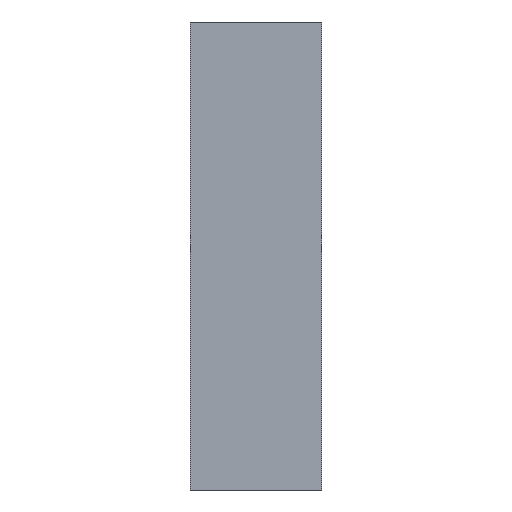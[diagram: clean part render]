
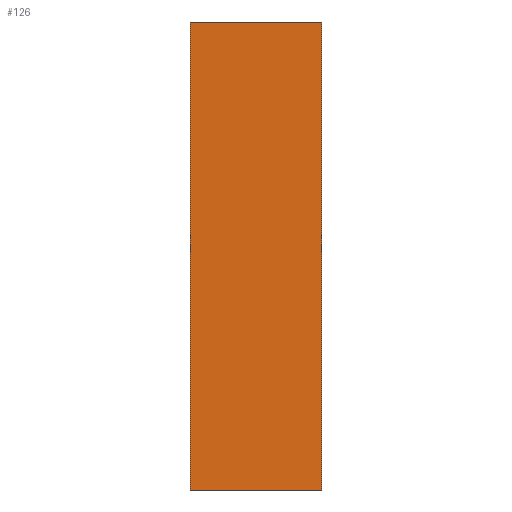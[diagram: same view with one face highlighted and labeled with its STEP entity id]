
A CAD part, left-side view. The second image highlights one B-rep face of the part: STEP entity #126.
In plain terms, the highlighted planar face has unit normal (-1, 0, 0).
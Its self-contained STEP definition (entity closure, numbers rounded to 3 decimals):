
#126=ADVANCED_FACE('',(#227),#1155,.T.);
#227=FACE_OUTER_BOUND('',#330,.F.);
#330=EDGE_LOOP('',(#744,#745,#746,#747));
#744=ORIENTED_EDGE('',*,*,#1402,.F.);
#745=ORIENTED_EDGE('',*,*,#1437,.F.);
#746=ORIENTED_EDGE('',*,*,#1424,.T.);
#747=ORIENTED_EDGE('',*,*,#1436,.T.);
#1155=PLANE('',#2646);
#1402=EDGE_CURVE('',#2292,#2291,#1746,.T.);
#1424=EDGE_CURVE('',#2269,#2270,#1768,.T.);
#1436=EDGE_CURVE('',#2270,#2291,#1780,.T.);
#1437=EDGE_CURVE('',#2269,#2292,#1781,.T.);
#1746=LINE('',#3728,#2090);
#1768=LINE('',#3750,#2112);
#1780=LINE('',#3762,#2124);
#1781=LINE('',#3763,#2125);
#2090=VECTOR('',#2891,320.);
#2112=VECTOR('',#2913,320.);
#2124=VECTOR('',#2925,90.);
#2125=VECTOR('',#2926,90.);
#2269=VERTEX_POINT('',#3278);
#2270=VERTEX_POINT('',#3279);
#2291=VERTEX_POINT('',#3300);
#2292=VERTEX_POINT('',#3301);
#2646=AXIS2_PLACEMENT_3D('',#3970,#3226,#3227);
#2891=DIRECTION('',(0.,0.,-1.));
#2913=DIRECTION('',(0.,0.,-1.));
#2925=DIRECTION('',(0.,1.,0.));
#2926=DIRECTION('',(0.,1.,0.));
#3226=DIRECTION('',(-1.,0.,0.));
#3227=DIRECTION('',(0.,0.,-1.));
#3278=CARTESIAN_POINT('',(-368.068,0.,160.));
#3279=CARTESIAN_POINT('',(-368.068,0.,-160.));
#3300=CARTESIAN_POINT('',(-368.068,90.,-160.));
#3301=CARTESIAN_POINT('',(-368.068,90.,160.));
#3728=CARTESIAN_POINT('',(-368.068,90.,160.));
#3750=CARTESIAN_POINT('',(-368.068,0.,160.));
#3762=CARTESIAN_POINT('',(-368.068,0.,-160.));
#3763=CARTESIAN_POINT('',(-368.068,0.,160.));
#3970=CARTESIAN_POINT('',(-368.068,106.,176.));
